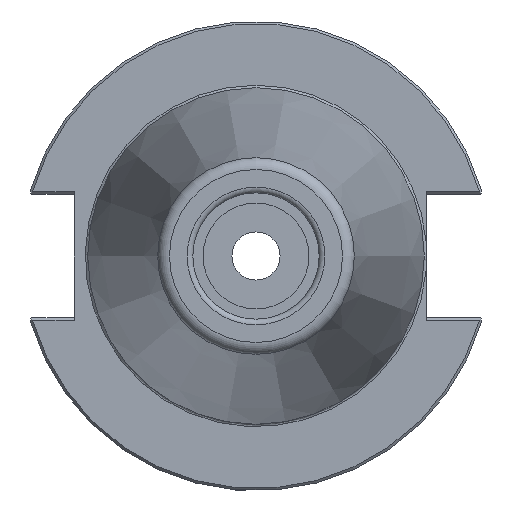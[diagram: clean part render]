
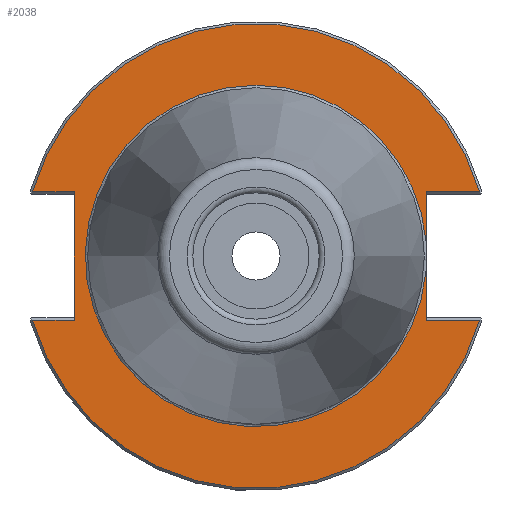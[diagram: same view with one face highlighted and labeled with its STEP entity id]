
A CAD part, left-side view. The second image highlights one B-rep face of the part: STEP entity #2038.
In plain terms, the highlighted planar face has unit normal (-1, 0, 0).
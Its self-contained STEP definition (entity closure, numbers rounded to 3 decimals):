
#97=PLANE('',#2282);
#227=FACE_OUTER_BOUND('',#344,.T.);
#344=EDGE_LOOP('',(#1694,#1695,#1696,#1697,#1698,#1699,#1700,#1701,#1702,
#1703,#1704));
#451=LINE('',#3501,#562);
#459=LINE('',#3543,#570);
#460=LINE('',#3548,#571);
#461=LINE('',#3550,#572);
#462=LINE('',#3551,#573);
#463=LINE('',#3553,#574);
#464=LINE('',#3558,#575);
#562=VECTOR('',#2777,10.);
#570=VECTOR('',#2799,10.);
#571=VECTOR('',#2804,10.);
#572=VECTOR('',#2805,10.);
#573=VECTOR('',#2806,10.);
#574=VECTOR('',#2807,10.);
#575=VECTOR('',#2812,10.);
#725=CIRCLE('',#2280,48.25);
#726=CIRCLE('',#2283,48.25);
#727=CIRCLE('',#2284,35.429);
#728=CIRCLE('',#2285,35.429);
#912=VERTEX_POINT('',#3496);
#913=VERTEX_POINT('',#3500);
#921=VERTEX_POINT('',#3525);
#922=VERTEX_POINT('',#3529);
#925=VERTEX_POINT('',#3541);
#926=VERTEX_POINT('',#3545);
#927=VERTEX_POINT('',#3547);
#928=VERTEX_POINT('',#3549);
#929=VERTEX_POINT('',#3552);
#930=VERTEX_POINT('',#3554);
#931=VERTEX_POINT('',#3556);
#1186=EDGE_CURVE('',#912,#913,#451,.T.);
#1197=EDGE_CURVE('',#921,#922,#725,.T.);
#1202=EDGE_CURVE('',#925,#921,#459,.T.);
#1203=EDGE_CURVE('',#926,#912,#726,.T.);
#1204=EDGE_CURVE('',#927,#926,#460,.T.);
#1205=EDGE_CURVE('',#927,#928,#461,.T.);
#1206=EDGE_CURVE('',#922,#928,#462,.T.);
#1207=EDGE_CURVE('',#925,#929,#463,.T.);
#1208=EDGE_CURVE('',#929,#930,#727,.T.);
#1209=EDGE_CURVE('',#930,#931,#728,.T.);
#1210=EDGE_CURVE('',#931,#913,#464,.T.);
#1694=ORIENTED_EDGE('',*,*,#1186,.F.);
#1695=ORIENTED_EDGE('',*,*,#1203,.F.);
#1696=ORIENTED_EDGE('',*,*,#1204,.F.);
#1697=ORIENTED_EDGE('',*,*,#1205,.T.);
#1698=ORIENTED_EDGE('',*,*,#1206,.F.);
#1699=ORIENTED_EDGE('',*,*,#1197,.F.);
#1700=ORIENTED_EDGE('',*,*,#1202,.F.);
#1701=ORIENTED_EDGE('',*,*,#1207,.T.);
#1702=ORIENTED_EDGE('',*,*,#1208,.T.);
#1703=ORIENTED_EDGE('',*,*,#1209,.T.);
#1704=ORIENTED_EDGE('',*,*,#1210,.T.);
#2038=ADVANCED_FACE('',(#227),#97,.T.);
#2280=AXIS2_PLACEMENT_3D('',#3530,#2793,#2794);
#2282=AXIS2_PLACEMENT_3D('',#3544,#2800,#2801);
#2283=AXIS2_PLACEMENT_3D('',#3546,#2802,#2803);
#2284=AXIS2_PLACEMENT_3D('',#3555,#2808,#2809);
#2285=AXIS2_PLACEMENT_3D('',#3557,#2810,#2811);
#2777=DIRECTION('',(0.,1.,0.));
#2793=DIRECTION('center_axis',(1.,0.,0.));
#2794=DIRECTION('ref_axis',(0.,0.,-1.));
#2799=DIRECTION('',(0.,-1.,0.));
#2800=DIRECTION('center_axis',(-1.,0.,0.));
#2801=DIRECTION('ref_axis',(0.,0.,1.));
#2802=DIRECTION('center_axis',(1.,0.,0.));
#2803=DIRECTION('ref_axis',(0.,0.,-1.));
#2804=DIRECTION('',(0.,1.,0.));
#2805=DIRECTION('',(0.,0.,-1.));
#2806=DIRECTION('',(0.,-1.,0.));
#2807=DIRECTION('',(0.,0.,1.));
#2808=DIRECTION('center_axis',(1.,0.,0.));
#2809=DIRECTION('ref_axis',(0.,0.,-1.));
#2810=DIRECTION('center_axis',(1.,0.,0.));
#2811=DIRECTION('ref_axis',(0.,0.,-1.));
#2812=DIRECTION('',(0.,0.,1.));
#3496=CARTESIAN_POINT('',(3.175,-46.373,13.325));
#3500=CARTESIAN_POINT('',(3.175,-35.3,13.325));
#3501=CARTESIAN_POINT('',(3.175,6.475,13.325));
#3525=CARTESIAN_POINT('',(3.175,-46.373,-13.325));
#3529=CARTESIAN_POINT('',(3.175,46.373,-13.325));
#3530=CARTESIAN_POINT('Origin',(3.175,0.,
0.));
#3541=CARTESIAN_POINT('',(3.175,-35.3,-13.325));
#3543=CARTESIAN_POINT('',(3.175,-13.707,-13.325));
#3544=CARTESIAN_POINT('Origin',(3.175,48.25,0.));
#3545=CARTESIAN_POINT('',(3.175,46.373,13.325));
#3546=CARTESIAN_POINT('Origin',(3.175,0.,
0.));
#3547=CARTESIAN_POINT('',(3.175,37.7,13.325));
#3548=CARTESIAN_POINT('',(3.175,61.395,13.325));
#3549=CARTESIAN_POINT('',(3.175,37.7,-13.325));
#3550=CARTESIAN_POINT('',(3.175,37.7,6.413));
#3551=CARTESIAN_POINT('',(3.175,42.975,-13.325));
#3552=CARTESIAN_POINT('',(3.175,-35.3,-3.016));
#3553=CARTESIAN_POINT('',(3.175,-35.3,-6.413));
#3554=CARTESIAN_POINT('',(3.175,0.,35.429));
#3555=CARTESIAN_POINT('Origin',(3.175,0.,
0.));
#3556=CARTESIAN_POINT('',(3.175,-35.3,3.016));
#3557=CARTESIAN_POINT('Origin',(3.175,0.,
0.));
#3558=CARTESIAN_POINT('',(3.175,-35.3,-6.413));
